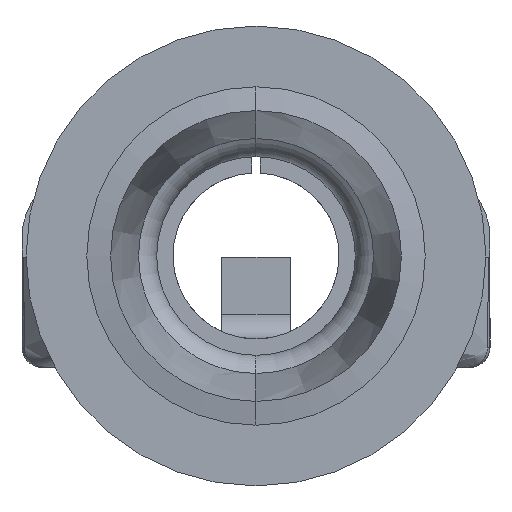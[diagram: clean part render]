
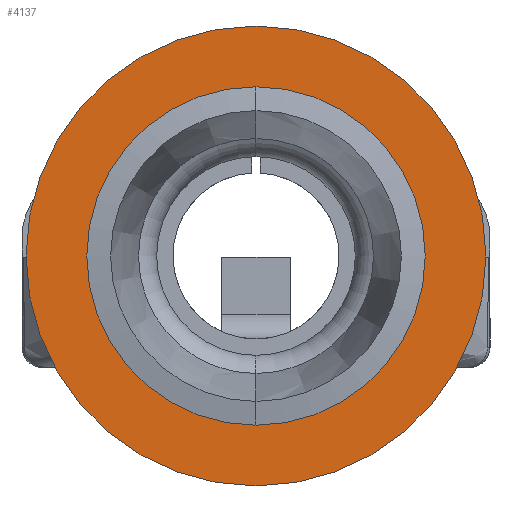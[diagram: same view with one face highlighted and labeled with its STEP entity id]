
A CAD part, front view. The second image highlights one B-rep face of the part: STEP entity #4137.
In plain terms, the highlighted planar face has unit normal (0, -1, 0).
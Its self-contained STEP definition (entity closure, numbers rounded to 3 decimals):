
#163 = CARTESIAN_POINT ( 'NONE',  ( 0., -13.27, -0.715 ) ) ;
#193 = VERTEX_POINT ( 'NONE', #758 ) ;
#291 = AXIS2_PLACEMENT_3D ( 'NONE', #2936, #2224, #3109 ) ;
#380 = CIRCLE ( 'NONE', #291, 2.09 ) ;
#545 = FACE_OUTER_BOUND ( 'NONE', #2308, .T. ) ;
#617 = CARTESIAN_POINT ( 'NONE',  ( 0., -13.27, 3.465 ) ) ;
#672 = CARTESIAN_POINT ( 'NONE',  ( 0., -13.27, 4.215 ) ) ;
#718 = PLANE ( 'NONE',  #4470 ) ;
#744 = ORIENTED_EDGE ( 'NONE', *, *, #2745, .F. ) ;
#758 = CARTESIAN_POINT ( 'NONE',  ( 0., -13.27, -1.465 ) ) ;
#1200 = EDGE_CURVE ( 'NONE', #3446, #3341, #2767, .T. ) ;
#1236 = ORIENTED_EDGE ( 'NONE', *, *, #3460, .T. ) ;
#1394 = ORIENTED_EDGE ( 'NONE', *, *, #1200, .T. ) ;
#1897 = CIRCLE ( 'NONE', #2296, 2.84 ) ;
#1999 = DIRECTION ( 'NONE',  ( 0., 1., 0. ) ) ;
#2224 = DIRECTION ( 'NONE',  ( 0., 1., 0. ) ) ;
#2296 = AXIS2_PLACEMENT_3D ( 'NONE', #4252, #4292, #2533 ) ;
#2308 = EDGE_LOOP ( 'NONE', ( #3246, #744 ) ) ;
#2533 = DIRECTION ( 'NONE',  ( 0., 0., 1. ) ) ;
#2621 = EDGE_LOOP ( 'NONE', ( #1394, #1236 ) ) ;
#2677 = VERTEX_POINT ( 'NONE', #672 ) ;
#2745 = EDGE_CURVE ( 'NONE', #193, #2677, #3310, .T. ) ;
#2767 = CIRCLE ( 'NONE', #2970, 2.09 ) ;
#2895 = EDGE_CURVE ( 'NONE', #2677, #193, #1897, .T. ) ;
#2936 = CARTESIAN_POINT ( 'NONE',  ( 0., -13.27, 1.375 ) ) ;
#2970 = AXIS2_PLACEMENT_3D ( 'NONE', #3353, #3299, #4354 ) ;
#3109 = DIRECTION ( 'NONE',  ( 0., 0., -1. ) ) ;
#3246 = ORIENTED_EDGE ( 'NONE', *, *, #2895, .F. ) ;
#3299 = DIRECTION ( 'NONE',  ( 0., 1., 0. ) ) ;
#3310 = CIRCLE ( 'NONE', #4289, 2.84 ) ;
#3341 = VERTEX_POINT ( 'NONE', #163 ) ;
#3353 = CARTESIAN_POINT ( 'NONE',  ( 0., -13.27, 1.375 ) ) ;
#3446 = VERTEX_POINT ( 'NONE', #617 ) ;
#3460 = EDGE_CURVE ( 'NONE', #3341, #3446, #380, .T. ) ;
#3799 = DIRECTION ( 'NONE',  ( 0., 0., -1. ) ) ;
#3847 = CARTESIAN_POINT ( 'NONE',  ( -2.84, -13.27, 1.375 ) ) ;
#3864 = DIRECTION ( 'NONE',  ( 0., -1., 0. ) ) ;
#4125 = CARTESIAN_POINT ( 'NONE',  ( 0., -13.27, 1.375 ) ) ;
#4137 = ADVANCED_FACE ( 'NONE', ( #4181, #545 ), #718, .T. ) ;
#4181 = FACE_BOUND ( 'NONE', #2621, .T. ) ;
#4252 = CARTESIAN_POINT ( 'NONE',  ( 0., -13.27, 1.375 ) ) ;
#4289 = AXIS2_PLACEMENT_3D ( 'NONE', #4125, #1999, #4439 ) ;
#4292 = DIRECTION ( 'NONE',  ( 0., 1., 0. ) ) ;
#4354 = DIRECTION ( 'NONE',  ( 0., 0., -1. ) ) ;
#4439 = DIRECTION ( 'NONE',  ( 0., 0., 1. ) ) ;
#4470 = AXIS2_PLACEMENT_3D ( 'NONE', #3847, #3864, #3799 ) ;
